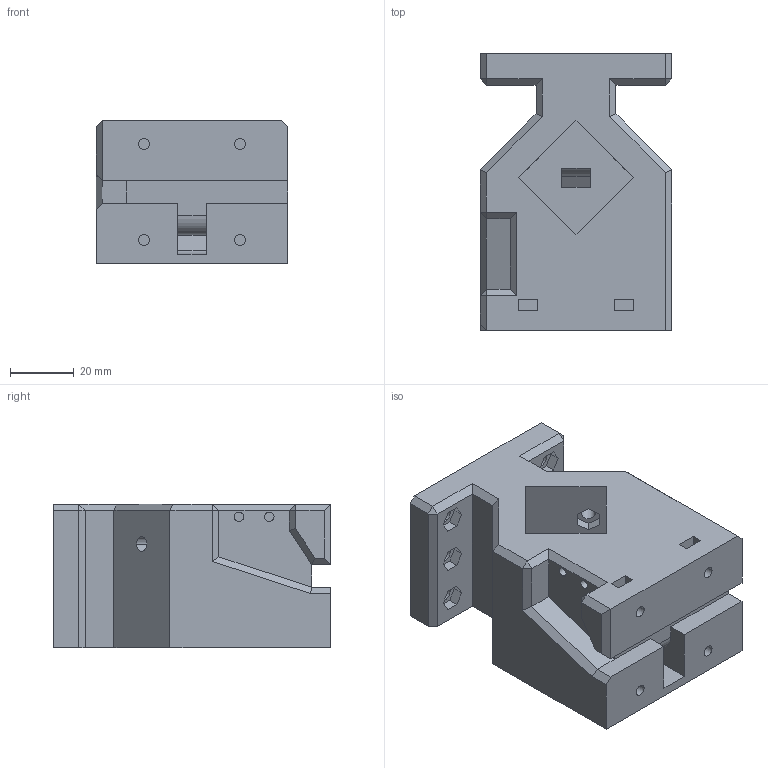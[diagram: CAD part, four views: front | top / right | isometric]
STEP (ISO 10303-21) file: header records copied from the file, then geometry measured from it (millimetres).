
FILE_DESCRIPTION (( 'STEP AP214' ), '1' );
FILE_NAME ('Y Axis Bar Mount 25x25 2mm.STEP', '2020-02-13T12:45:05', ( '' ), ( '' ), 'SwSTEP 2.0', 'SolidWorks 2019', '' );
FILE_SCHEMA (( 'AUTOMOTIVE_DESIGN' ));
Length unit declared in the file: millimetre
Products named in the file (1): Y Axis Bar Mount 25x25 2mm
Bounding box: 60 x 86.8 x 45 mm (x, y, z)
Volume: 173526.5 mm3; surface area: 33581.6 mm2
Topology: 1 solids, 1 shells, 338 faces, 832 edges, 546 vertices
Faces by surface type: plane 289, cylinder 49
Entity records: 9938 total; most frequent: CARTESIAN_POINT 1735, ORIENTED_EDGE 1664, DIRECTION 1606, EDGE_CURVE 832, VECTOR 732, LINE 732, VERTEX_POINT 546, AXIS2_PLACEMENT_3D 437
